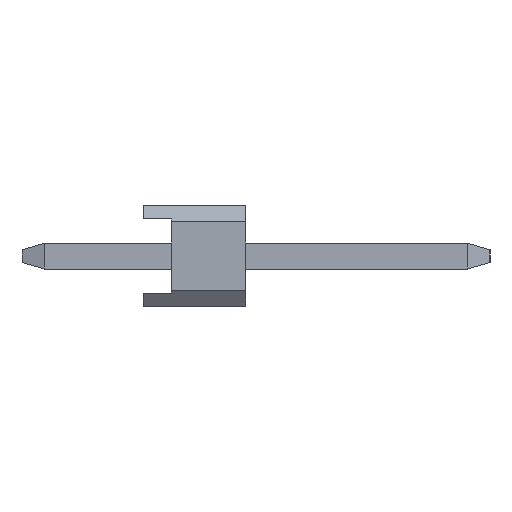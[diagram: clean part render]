
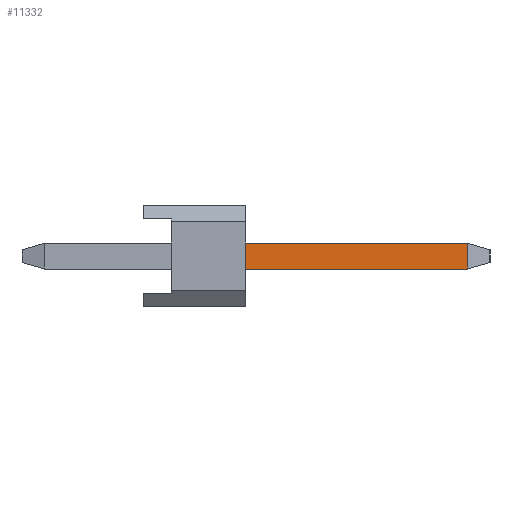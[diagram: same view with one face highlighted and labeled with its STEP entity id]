
A CAD part, left-side view. The second image highlights one B-rep face of the part: STEP entity #11332.
In plain terms, the highlighted planar face has unit normal (-1, 0, 0).
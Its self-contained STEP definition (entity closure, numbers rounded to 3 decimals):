
#5612=VERTEX_POINT('',#13513);
#7204=EDGE_CURVE('',#10644,#5612,#15249,.T.);
#7234=EDGE_CURVE('',#10334,#9900,#15283,.T.);
#7396=EDGE_CURVE('',#5612,#10334,#15465,.T.);
#8332=EDGE_CURVE('',#9900,#10644,#16487,.T.);
#9900=VERTEX_POINT('',#18226);
#10334=VERTEX_POINT('',#18704);
#10644=VERTEX_POINT('',#19049);
#11332=ADVANCED_FACE('',(#19802),#19803,.T.);
#13513=CARTESIAN_POINT('',(-30.8,-8.054,0.32));
#15249=LINE('',#25359,#25360);
#15283=LINE('',#25407,#25408);
#15465=LINE('',#25661,#25662);
#16487=LINE('',#27157,#27158);
#18226=CARTESIAN_POINT('',(-30.8,-2.54,-0.32));
#18704=CARTESIAN_POINT('',(-30.8,-8.054,-0.32));
#19049=CARTESIAN_POINT('',(-30.8,-2.54,0.32));
#19802=FACE_OUTER_BOUND('',#31971,.T.);
#19803=PLANE('',#31972);
#25359=CARTESIAN_POINT('',(-30.8,-2.8,0.32));
#25360=VECTOR('',#36087,1.0);
#25407=CARTESIAN_POINT('',(-30.8,2.454,-0.32));
#25408=VECTOR('',#36128,1.0);
#25661=CARTESIAN_POINT('',(-30.8,-8.054,0.5));
#25662=VECTOR('',#36334,1.0);
#27157=CARTESIAN_POINT('',(-30.8,-2.54,0.252));
#27158=VECTOR('',#37297,1.0);
#31971=EDGE_LOOP('',(#40720,#40721,#40722,#40723));
#31972=AXIS2_PLACEMENT_3D('',#40724,#40725,#40726);
#36087=DIRECTION('',(0.,-1.0,0.));
#36128=DIRECTION('',(0.,1.0,0.));
#36334=DIRECTION('',(0.0,0.,-1.0));
#37297=DIRECTION('',(0.,0.,1.0));
#40720=ORIENTED_EDGE('',*,*,#8332,.F.);
#40721=ORIENTED_EDGE('',*,*,#7234,.F.);
#40722=ORIENTED_EDGE('',*,*,#7396,.F.);
#40723=ORIENTED_EDGE('',*,*,#7204,.F.);
#40724=CARTESIAN_POINT('',(-30.8,2.454,0.5));
#40725=DIRECTION('',(-1.0,0.,0.));
#40726=DIRECTION('',(0.,1.0,0.));
